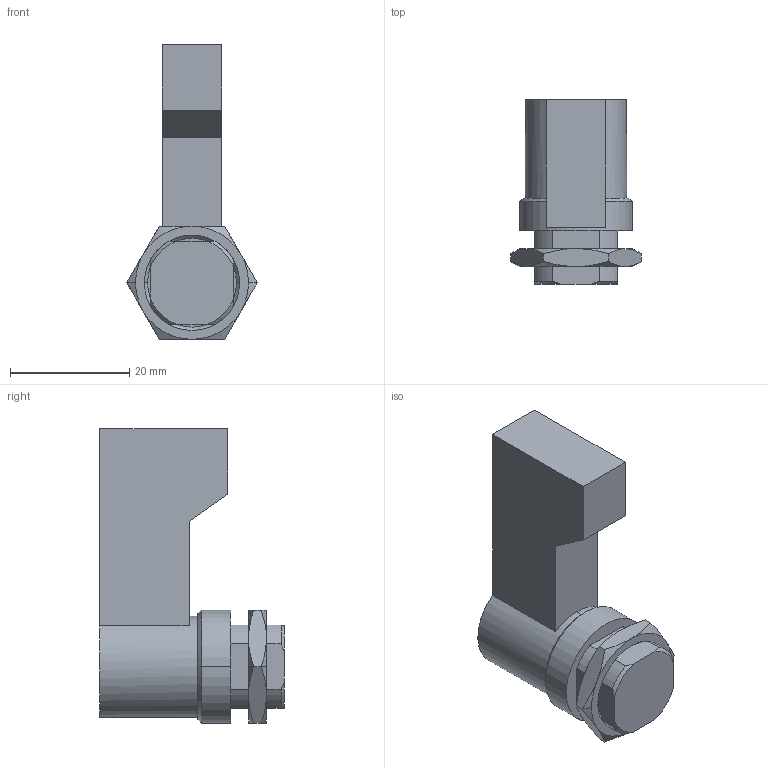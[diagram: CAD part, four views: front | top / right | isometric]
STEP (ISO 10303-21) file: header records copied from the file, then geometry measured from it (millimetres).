
FILE_DESCRIPTION(('STEP AP214'),'1');
FILE_NAME('HALDERN_EH_24101_0262.stp','2014-09-15T07:38:14',('TraceParts'),('TraceParts S.A.'),'XStep 1.0',' ',' ');
FILE_SCHEMA(('automotive_design'));
Length unit declared in the file: millimetre
Products named in the file (3): 1; 2; 3
Bounding box: 21.94 x 31 x 49.5 mm (x, y, z)
Volume: 12962.7 mm3; surface area: 5092.5 mm2
Topology: 3 solids, 3 shells, 59 faces, 134 edges, 82 vertices
Faces by surface type: cone 26, plane 23, cylinder 10
Entity records: 3258 total; most frequent: CARTESIAN_POINT 390, STYLED_ITEM 275, PRESENTATION_STYLE_ASSIGNMENT 275, COLOUR_RGB 275, DIRECTION 274, ORIENTED_EDGE 268, EDGE_CURVE 134, CURVE_STYLE 134
